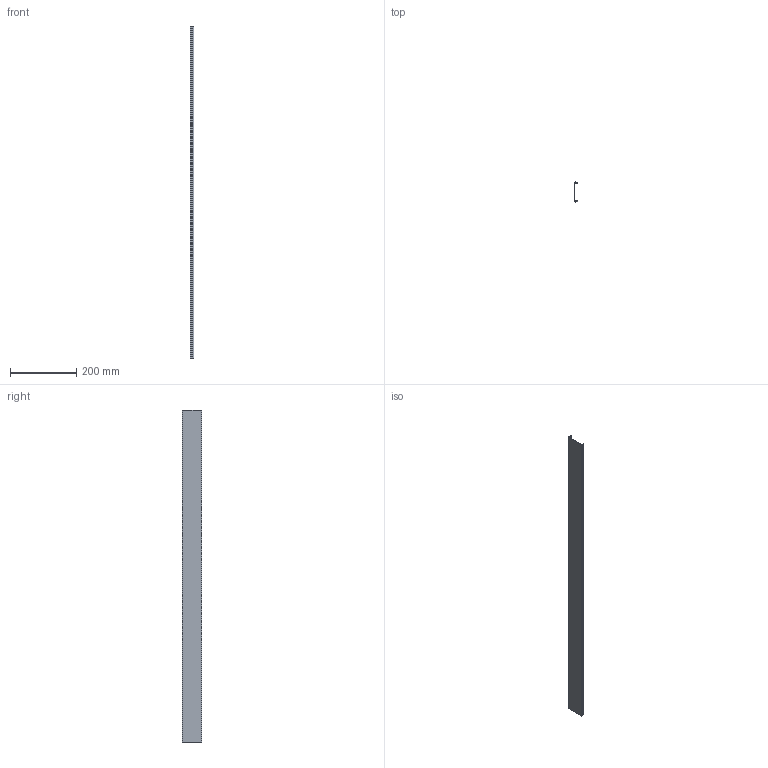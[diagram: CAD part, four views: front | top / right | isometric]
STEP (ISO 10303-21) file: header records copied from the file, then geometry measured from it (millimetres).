
FILE_DESCRIPTION(/* description */ ('KriTec Abdeckprofil Al 60 für Ständerprofil 8 80x40 2xK60'),/* implementation_level */ '2;1');
FILE_NAME(/* name */ '10446_KriTec_Abdeckprofil_Al_60_fuer_Staenderprofil_8_80x40_2xK60.stp',/* time_stamp */ '2019-07-04T16:42:14+02:00',/* author */ ('jendrek'),/* organization */ (''),/* preprocessor_version */ 'ST-DEVELOPER v17',/* originating_system */ 'Autodesk Inventor 2018',/* authorisation */ '');
FILE_SCHEMA (('AUTOMOTIVE_DESIGN { 1 0 10303 214 3 1 1 }'));
Length unit declared in the file: millimetre
Products named in the file (1): 10446 -1000
Bounding box: 10.7 x 59.6 x 1000 mm (x, y, z)
Volume: 136047.6 mm3; surface area: 161074.8 mm2
Topology: 1 solids, 1 shells, 44 faces, 126 edges, 84 vertices
Faces by surface type: cylinder 24, plane 20
Entity records: 1497 total; most frequent: DIRECTION 264, CARTESIAN_POINT 255, ORIENTED_EDGE 252, EDGE_CURVE 126, AXIS2_PLACEMENT_3D 93, VERTEX_POINT 84, LINE 78, VECTOR 78
